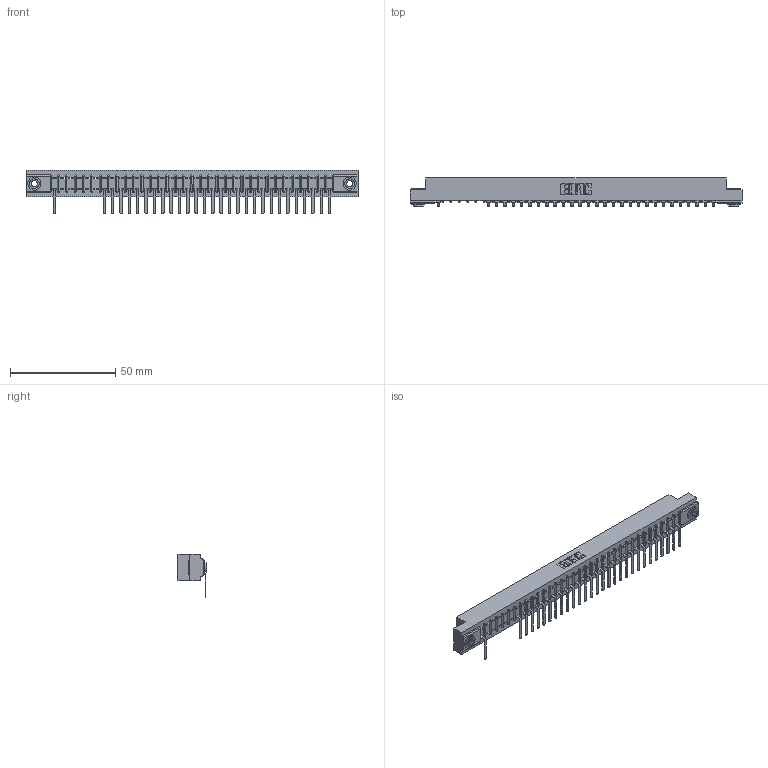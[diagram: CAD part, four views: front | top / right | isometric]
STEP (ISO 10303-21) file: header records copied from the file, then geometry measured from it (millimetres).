
FILE_DESCRIPTION (( 'STEP AP203' ), '1' );
FILE_NAME ('357-034-557-103.STEP', '2018-08-10T02:50:01', ( '' ), ( '' ), 'SwSTEP 2.0', 'SolidWorks 2016', '' );
FILE_SCHEMA (( 'CONFIG_CONTROL_DESIGN' ));
Length unit declared in the file: inch
Products named in the file (4): 345-250-002_345-250-002-102; 357-034-557-103; 307 Part_.156 Dia Mounting Holes; 307-290-002_557
Assembly tree (32 placements, depth 2):
  357-034-557-103
    307 Part_.156 Dia Mounting Holes
    307-290-002_557  x29
    345-250-002_345-250-002-102  x2
Bounding box: 157.73 x 13.36 x 20.66 mm (x, y, z)
Volume: 16754.8 mm3; surface area: 20722.7 mm2
Topology: 32 solids, 32 shells, 2567 faces, 7831 edges, 5122 vertices
Faces by surface type: plane 1517, cylinder 972, sphere 70, cone 8
Entity records: 31893 total; most frequent: CARTESIAN_POINT 5380, ORIENTED_EDGE 5366, DIRECTION 5241, EDGE_CURVE 2683, LINE 2043, VECTOR 2043, VERTEX_POINT 1738, AXIS2_PLACEMENT_3D 1599
